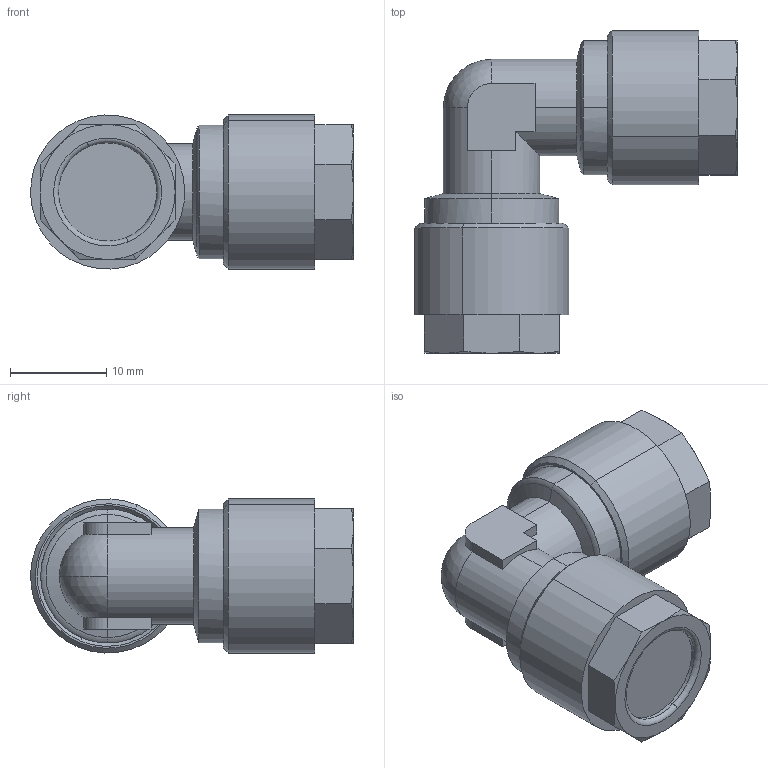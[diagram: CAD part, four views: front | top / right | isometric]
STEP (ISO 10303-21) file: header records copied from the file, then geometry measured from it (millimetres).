
FILE_DESCRIPTION (( 'STEP AP214' ), '1' );
FILE_NAME ('0113000006.step', '2012-09-28T13:24:32', ( '' ), ( '' ), 'SwSTEP 2.0', 'SolidWorks 2012', '' );
FILE_SCHEMA (( 'AUTOMOTIVE_DESIGN' ));
Length unit declared in the file: millimetre
Products named in the file (1): 0113000006
Bounding box: 33.49 x 33.49 x 15.98 mm (x, y, z)
Volume: 7250.1 mm3; surface area: 2850.6 mm2
Topology: 1 solids, 1 shells, 94 faces, 216 edges, 130 vertices
Faces by surface type: plane 38, cone 30, cylinder 18, torus 6, sphere 2
Entity records: 3731 total; most frequent: CARTESIAN_POINT 540, DIRECTION 460, ORIENTED_EDGE 432, EDGE_CURVE 216, AXIS2_PLACEMENT_3D 182, VERTEX_POINT 130, EDGE_LOOP 100, UNCERTAINTY_MEASURE_WITH_UNIT 97
